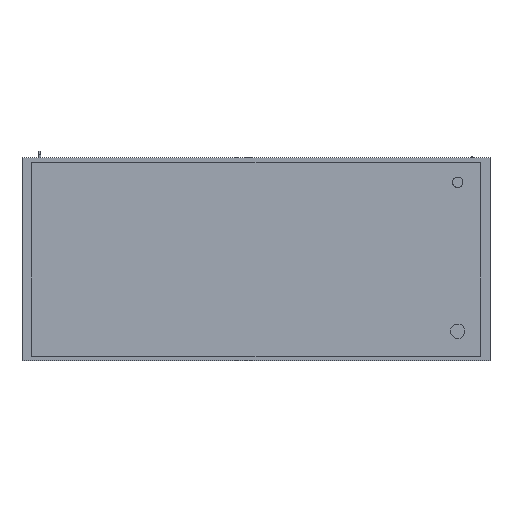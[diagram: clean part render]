
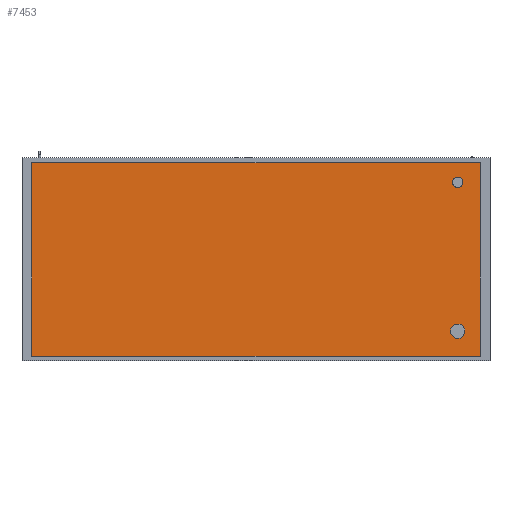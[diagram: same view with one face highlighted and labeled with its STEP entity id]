
A CAD part, front view. The second image highlights one B-rep face of the part: STEP entity #7453.
In plain terms, the highlighted planar face has unit normal (0, -1, 0).
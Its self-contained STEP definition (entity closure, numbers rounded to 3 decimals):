
#114=FACE_BOUND('',#974,.T.);
#115=FACE_BOUND('',#975,.T.);
#135=PLANE('',#7986);
#513=FACE_OUTER_BOUND('',#973,.T.);
#973=EDGE_LOOP('',(#5260,#5261,#5262,#5263));
#974=EDGE_LOOP('',(#5264));
#975=EDGE_LOOP('',(#5265));
#1441=LINE('',#10807,#2348);
#1445=LINE('',#10815,#2352);
#1448=LINE('',#10821,#2355);
#1451=LINE('',#10826,#2358);
#2348=VECTOR('',#8641,10.);
#2352=VECTOR('',#8647,10.);
#2355=VECTOR('',#8652,10.);
#2358=VECTOR('',#8657,10.);
#3242=CIRCLE('',#7970,20.);
#3244=CIRCLE('',#7974,27.5);
#3412=VERTEX_POINT('',#10768);
#3414=VERTEX_POINT('',#10775);
#3423=VERTEX_POINT('',#10805);
#3424=VERTEX_POINT('',#10806);
#3427=VERTEX_POINT('',#10814);
#3429=VERTEX_POINT('',#10820);
#4131=EDGE_CURVE('',#3412,#3412,#3242,.T.);
#4134=EDGE_CURVE('',#3414,#3414,#3244,.T.);
#4147=EDGE_CURVE('',#3423,#3424,#1441,.T.);
#4151=EDGE_CURVE('',#3427,#3423,#1445,.T.);
#4154=EDGE_CURVE('',#3429,#3427,#1448,.T.);
#4157=EDGE_CURVE('',#3424,#3429,#1451,.T.);
#5260=ORIENTED_EDGE('',*,*,#4157,.F.);
#5261=ORIENTED_EDGE('',*,*,#4147,.F.);
#5262=ORIENTED_EDGE('',*,*,#4151,.F.);
#5263=ORIENTED_EDGE('',*,*,#4154,.F.);
#5264=ORIENTED_EDGE('',*,*,#4131,.T.);
#5265=ORIENTED_EDGE('',*,*,#4134,.T.);
#7453=ADVANCED_FACE('',(#513,#114,#115),#135,.F.);
#7970=AXIS2_PLACEMENT_3D('',#10770,#8604,#8605);
#7974=AXIS2_PLACEMENT_3D('',#10777,#8613,#8614);
#7986=AXIS2_PLACEMENT_3D('',#10829,#8661,#8662);
#8604=DIRECTION('center_axis',(0.,1.,0.));
#8605=DIRECTION('ref_axis',(1.,0.,0.));
#8613=DIRECTION('center_axis',(0.,1.,0.));
#8614=DIRECTION('ref_axis',(1.,0.,0.));
#8641=DIRECTION('',(0.,0.,1.));
#8647=DIRECTION('',(-1.,0.,0.));
#8652=DIRECTION('',(0.,0.,-1.));
#8657=DIRECTION('',(1.,0.,0.));
#8661=DIRECTION('center_axis',(0.,1.,0.));
#8662=DIRECTION('ref_axis',(0.,0.,1.));
#10768=CARTESIAN_POINT('',(745.,0.,292.5));
#10770=CARTESIAN_POINT('Origin',(765.,0.,292.5));
#10775=CARTESIAN_POINT('',(737.5,0.,-272.5));
#10777=CARTESIAN_POINT('Origin',(765.,0.,-272.5));
#10805=CARTESIAN_POINT('',(-850.,0.,-367.5));
#10806=CARTESIAN_POINT('',(-850.,0.,367.5));
#10807=CARTESIAN_POINT('',(-850.,0.,-367.5));
#10814=CARTESIAN_POINT('',(850.,0.,-367.5));
#10815=CARTESIAN_POINT('',(850.,0.,-367.5));
#10820=CARTESIAN_POINT('',(850.,0.,367.5));
#10821=CARTESIAN_POINT('',(850.,0.,367.5));
#10826=CARTESIAN_POINT('',(-850.,0.,367.5));
#10829=CARTESIAN_POINT('Origin',(0.,0.,0.));
